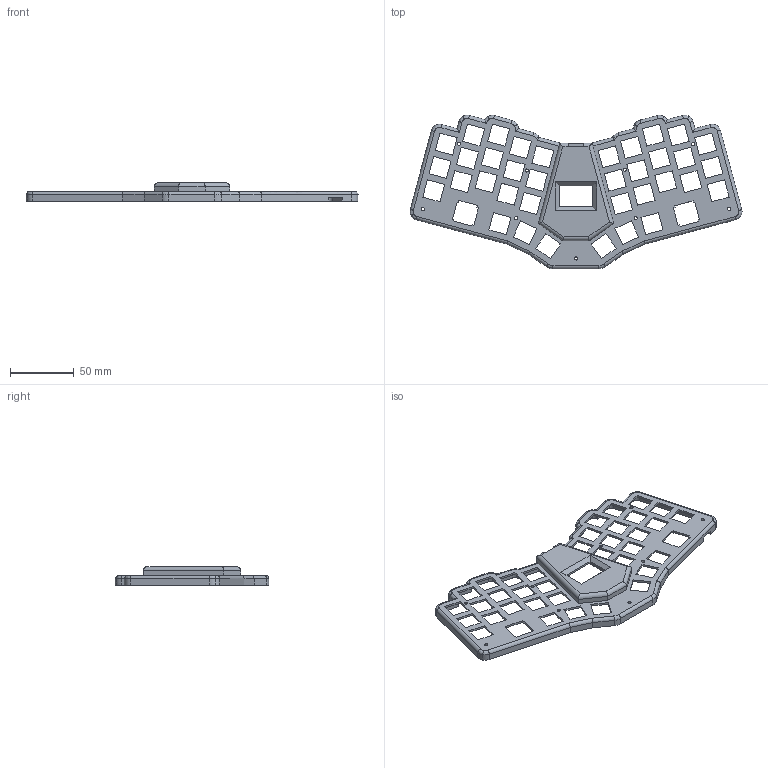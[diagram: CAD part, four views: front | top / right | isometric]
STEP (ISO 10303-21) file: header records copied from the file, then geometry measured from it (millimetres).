
FILE_DESCRIPTION(/* description */ (''),/* implementation_level */ '2;1');
FILE_NAME(/* name */ 'ff-ul-5-oled-ch-w-template.step',/* time_stamp */ '2022-12-06T15:06:31-08:00',/* author */ (''),/* organization */ (''),/* preprocessor_version */ 'ST-DEVELOPER v19.2',/* originating_system */ 'Autodesk Translation Framework v11.17.0.187',/* authorisation */ '');
FILE_SCHEMA (('AUTOMOTIVE_DESIGN { 1 0 10303 214 3 1 1 }'));
Length unit declared in the file: millimetre
Products named in the file (1): FusionComponent
Bounding box: 261.18 x 120.84 x 14.5 mm (x, y, z)
Volume: 47132.8 mm3; surface area: 43170.2 mm2
Topology: 1 solids, 1 shells, 368 faces, 1045 edges, 677 vertices
Faces by surface type: plane 254, bspline 72, cylinder 42
Full cylindrical faces by diameter (mm): 2.5 x9
Entity records: 13297 total; most frequent: CARTESIAN_POINT 3932, ORIENTED_EDGE 2094, DIRECTION 1582, EDGE_CURVE 1047, LINE 836, VECTOR 836, VERTEX_POINT 681, EDGE_LOOP 466
